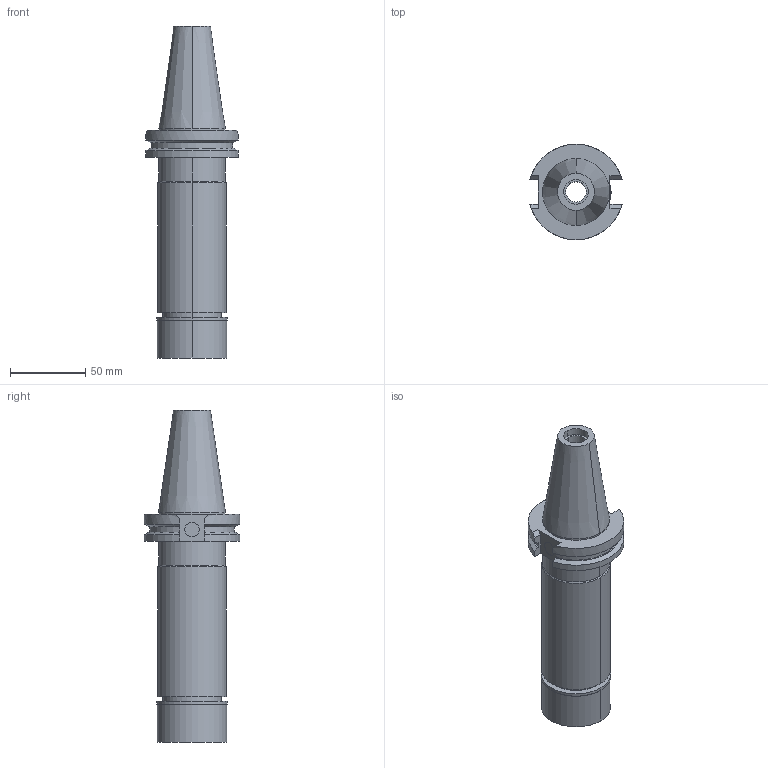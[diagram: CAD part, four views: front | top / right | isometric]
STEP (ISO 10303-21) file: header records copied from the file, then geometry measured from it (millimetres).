
FILE_DESCRIPTION (( 'STEP AP203' ), '1' );
FILE_NAME ('BCV40-MEGA20N-6.stp', '2019-06-24T19:07:27', ( '' ), ( '' ), 'SwSTEP 2.0', 'SolidWorks 2019', '' );
FILE_SCHEMA (( 'CONFIG_CONTROL_DESIGN' ));
Length unit declared in the file: millimetre
Products named in the file (7): BCV40-MEGA20N-6-200.stp; BCV40-MEGA20N-6; BCV40MN20060-200_ASM.stp; DXF_TEMP_ASSY_ASM_4_ASM.stp; BCV40-MEGA20N-6-200-FreeParts; MGN20_1.stp; BCV40-MEGA20N-6_1.stp
Assembly tree (5 placements, depth 5):
  BCV40-MEGA20N-6
    BCV40-MEGA20N-6-200.stp
      BCV40MN20060-200_ASM.stp
        DXF_TEMP_ASSY_ASM_4_ASM.stp
          BCV40-MEGA20N-6_1.stp
          MGN20_1.stp
  BCV40-MEGA20N-6-200-FreeParts
Bounding box: 61.35 x 63.5 x 220.65 mm (x, y, z)
Volume: 270944.2 mm3; surface area: 54478.2 mm2
Topology: 2 solids, 2 shells, 87 faces, 196 edges, 126 vertices
Faces by surface type: cylinder 42, plane 31, cone 14
Entity records: 3198 total; most frequent: DIRECTION 474, CARTESIAN_POINT 464, ORIENTED_EDGE 392, EDGE_CURVE 196, AXIS2_PLACEMENT_3D 192, VERTEX_POINT 126, EDGE_LOOP 104, CIRCLE 94
